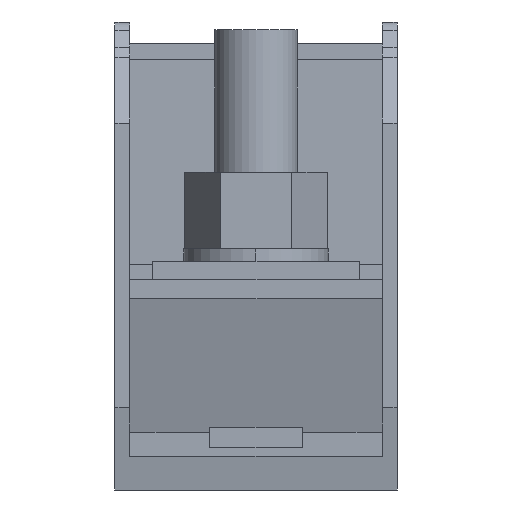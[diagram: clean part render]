
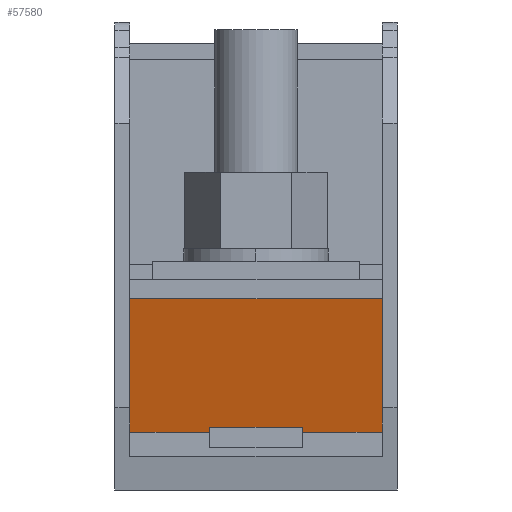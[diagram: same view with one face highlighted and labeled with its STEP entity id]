
A CAD part, front view. The second image highlights one B-rep face of the part: STEP entity #57580.
In plain terms, the highlighted face is planar.
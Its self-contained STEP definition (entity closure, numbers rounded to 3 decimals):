
#6590=CARTESIAN_POINT('',(204.699,-172.265,
9.65));
#6600=VERTEX_POINT('',#6590);
#6630=CARTESIAN_POINT('',(158.54,0.,
9.65));
#6640=DIRECTION('',(-0.259,0.966,
0.));
#6650=VECTOR('',#6640,1.);
#6660=LINE('',#6630,#6650);
#6670=CARTESIAN_POINT('',(211.649,-198.203,
9.65));
#6680=VERTEX_POINT('',#6670);
#6690=EDGE_CURVE('',#6680,#6600,#6660,.T.);
#55130=CARTESIAN_POINT('',(214.951,-210.526,
-5.85));
#55140=DIRECTION('',(-0.259,0.966,
0.));
#55150=VECTOR('',#55140,1.);
#55160=LINE('',#55130,#55150);
#55170=CARTESIAN_POINT('',(204.976,-173.3,-5.85));
#55180=VERTEX_POINT('',#55170);
#55190=CARTESIAN_POINT('',(204.699,-172.265,
-5.85));
#55200=VERTEX_POINT('',#55190);
#55210=EDGE_CURVE('',#55180,#55200,#55160,.T.);
#56410=CARTESIAN_POINT('',(204.699,-172.265,
-23.85));
#56420=VERTEX_POINT('',#56410);
#56450=CARTESIAN_POINT('',(214.951,-210.526,
-23.85));
#56460=DIRECTION('',(0.259,-0.966,
0.));
#56470=VECTOR('',#56460,1.);
#56480=LINE('',#56450,#56470);
#56490=CARTESIAN_POINT('',(204.976,-173.3,-23.85));
#56500=VERTEX_POINT('',#56490);
#56510=EDGE_CURVE('',#56420,#56500,#56480,.T.);
#56760=CARTESIAN_POINT('',(204.976,-173.3,12.55));
#56770=DIRECTION('',(0.,0.,1.));
#56780=VECTOR('',#56770,1.);
#56790=LINE('',#56760,#56780);
#56800=EDGE_CURVE('',#56500,#55180,#56790,.T.);
#57050=CARTESIAN_POINT('',(204.699,-172.265,
-39.35));
#57060=VERTEX_POINT('',#57050);
#57090=CARTESIAN_POINT('',(204.699,-172.265,
12.55));
#57100=DIRECTION('',(0.,0.,-1.));
#57110=VECTOR('',#57100,1.);
#57120=LINE('',#57090,#57110);
#57130=EDGE_CURVE('',#56420,#57060,#57120,.T.);
#57180=EDGE_CURVE('',#6600,#55200,#57120,.T.);
#57310=CARTESIAN_POINT('',(211.478,-197.567,
9.65));
#57320=DIRECTION('',(0.966,0.259,
0.));
#57330=DIRECTION('',(-0.259,0.966,
0.));
#57340=AXIS2_PLACEMENT_3D('',#57310,#57320,#57330);
#57350=PLANE('',#57340);
#57360=ORIENTED_EDGE('',*,*,#57130,.F.);
#57370=CARTESIAN_POINT('',(214.951,-210.526,
-39.35));
#57380=DIRECTION('',(0.259,-0.966,
0.));
#57390=VECTOR('',#57380,1.);
#57400=LINE('',#57370,#57390);
#57410=CARTESIAN_POINT('',(211.649,-198.203,
-39.35));
#57420=VERTEX_POINT('',#57410);
#57430=EDGE_CURVE('',#57060,#57420,#57400,.T.);
#57440=ORIENTED_EDGE('',*,*,#57430,.F.);
#57450=CARTESIAN_POINT('',(211.649,-198.203,
12.55));
#57460=DIRECTION('',(0.,0.,1.));
#57470=VECTOR('',#57460,1.);
#57480=LINE('',#57450,#57470);
#57490=EDGE_CURVE('',#57420,#6680,#57480,.T.);
#57500=ORIENTED_EDGE('',*,*,#57490,.F.);
#57510=ORIENTED_EDGE('',*,*,#6690,.F.);
#57520=ORIENTED_EDGE('',*,*,#57180,.F.);
#57530=ORIENTED_EDGE('',*,*,#55210,.T.);
#57540=ORIENTED_EDGE('',*,*,#56800,.T.);
#57550=ORIENTED_EDGE('',*,*,#56510,.T.);
#57560=EDGE_LOOP('',(#57550,#57540,#57530,#57520,#57510,#57500,#57440,
#57360));
#57570=FACE_OUTER_BOUND('',#57560,.T.);
#57580=ADVANCED_FACE('',(#57570),#57350,.T.);
